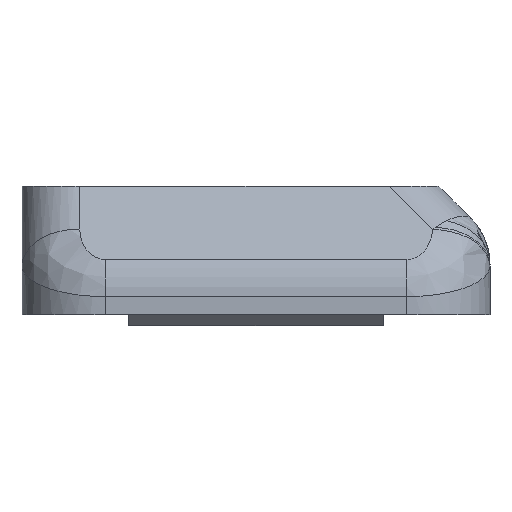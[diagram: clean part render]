
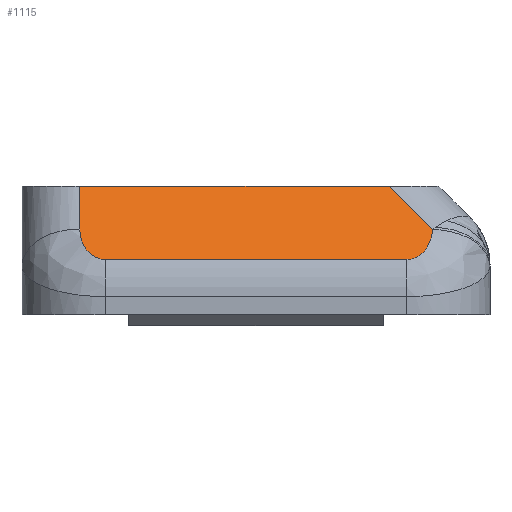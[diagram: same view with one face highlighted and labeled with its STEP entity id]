
A CAD part, left-side view. The second image highlights one B-rep face of the part: STEP entity #1115.
In plain terms, the highlighted planar face has unit normal (-0.766, 0, 0.643).
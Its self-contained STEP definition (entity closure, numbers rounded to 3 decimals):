
#272 = CARTESIAN_POINT ( 'NONE',  ( -45.894, 25.843, 8.602 ) ) ;
#312 = VERTEX_POINT ( 'NONE', #4701 ) ;
#536 = VERTEX_POINT ( 'NONE', #2153 ) ;
#634 = VECTOR ( 'NONE', #1899, 1000. ) ;
#695 = VECTOR ( 'NONE', #801, 1000. ) ;
#723 = EDGE_CURVE ( 'NONE', #536, #3213, #4535, .T. ) ;
#801 = DIRECTION ( 'NONE',  ( 0., -1., 0. ) ) ;
#828 = LINE ( 'NONE', #3446, #695 ) ;
#903 = CARTESIAN_POINT ( 'NONE',  ( -45.894, -25.812, 8.602 ) ) ;
#918 = CARTESIAN_POINT ( 'NONE',  ( -44.273, -27.46, 10.533 ) ) ;
#1013 = CARTESIAN_POINT ( 'NONE',  ( -45.894, 23.5, 8.602 ) ) ;
#1058 = CARTESIAN_POINT ( 'NONE',  ( -45.894, -23.5, 8.602 ) ) ;
#1077 = LINE ( 'NONE', #3027, #3769 ) ;
#1115 = ADVANCED_FACE ( 'NONE', ( #3526 ), #1197, .T. ) ;
#1195 = CARTESIAN_POINT ( 'NONE',  ( -25.906, -8.368, 32.418 ) ) ;
#1197 = PLANE ( 'NONE',  #3696 ) ;
#1377 = CARTESIAN_POINT ( 'NONE',  ( -44.237, 27.5, 10.576 ) ) ;
#1508 = VERTEX_POINT ( 'NONE', #1725 ) ;
#1512 = ORIENTED_EDGE ( 'NONE', *, *, #2370, .T. ) ;
#1539 = CARTESIAN_POINT ( 'NONE',  ( -45.894, 23.5, 8.602 ) ) ;
#1637 = ORIENTED_EDGE ( 'NONE', *, *, #2866, .T. ) ;
#1725 = CARTESIAN_POINT ( 'NONE',  ( -41.894, 27.5, 13.368 ) ) ;
#1899 = DIRECTION ( 'NONE',  ( 0., -1., 0. ) ) ;
#1988 = CARTESIAN_POINT ( 'NONE',  ( -41.962, -27.499, 13.287 ) ) ;
#2153 = CARTESIAN_POINT ( 'NONE',  ( -41.962, -27.499, 13.287 ) ) ;
#2360 = VERTEX_POINT ( 'NONE', #4189 ) ;
#2370 = EDGE_CURVE ( 'NONE', #312, #536, #3679, .T. ) ;
#2377 = CARTESIAN_POINT ( 'NONE',  ( -48., 36.5, 6.093 ) ) ;
#2400 = DIRECTION ( 'NONE',  ( 0.643, 0., 0.766 ) ) ;
#2436 = ORIENTED_EDGE ( 'NONE', *, *, #4785, .T. ) ;
#2684 = DIRECTION ( 'NONE',  ( -0.766, 0., 0.643 ) ) ;
#2716 = ORIENTED_EDGE ( 'NONE', *, *, #723, .T. ) ;
#2793 = EDGE_CURVE ( 'NONE', #1508, #3876, #4491, .T. ) ;
#2866 = EDGE_CURVE ( 'NONE', #2360, #1508, #1077, .T. ) ;
#2938 = LINE ( 'NONE', #1058, #634 ) ;
#3027 = CARTESIAN_POINT ( 'NONE',  ( -35.779, 27.5, 20.654 ) ) ;
#3213 = VERTEX_POINT ( 'NONE', #4370 ) ;
#3334 = VECTOR ( 'NONE', #3447, 1000. ) ;
#3346 = EDGE_CURVE ( 'NONE', #2360, #3213, #828, .T. ) ;
#3372 = DIRECTION ( 'NONE',  ( -0.643, 0., -0.766 ) ) ;
#3446 = CARTESIAN_POINT ( 'NONE',  ( -36.328, 36.5, 20. ) ) ;
#3447 = DIRECTION ( 'NONE',  ( 0.51, 0.608, 0.608 ) ) ;
#3526 = FACE_OUTER_BOUND ( 'NONE', #3890, .T. ) ;
#3679 =( BOUNDED_CURVE ( )  B_SPLINE_CURVE ( 3, ( #4246, #903, #918, #1988 ),
 .UNSPECIFIED., .F., .T. ) 
 B_SPLINE_CURVE_WITH_KNOTS ( ( 4, 4 ),
 ( 0., 1.554 ),
 .UNSPECIFIED. ) 
 CURVE ( )  GEOMETRIC_REPRESENTATION_ITEM ( )  RATIONAL_B_SPLINE_CURVE ( ( 1., 0.809, 0.809, 1. ) ) 
 REPRESENTATION_ITEM ( '' )  );
#3696 = AXIS2_PLACEMENT_3D ( 'NONE', #2377, #2684, #2400 ) ;
#3718 = ORIENTED_EDGE ( 'NONE', *, *, #2793, .T. ) ;
#3769 = VECTOR ( 'NONE', #3372, 1000. ) ;
#3876 = VERTEX_POINT ( 'NONE', #1539 ) ;
#3890 = EDGE_LOOP ( 'NONE', ( #1512, #2716, #4210, #1637, #3718, #2436 ) ) ;
#4189 = CARTESIAN_POINT ( 'NONE',  ( -36.328, 27.5, 20. ) ) ;
#4210 = ORIENTED_EDGE ( 'NONE', *, *, #3346, .F. ) ;
#4246 = CARTESIAN_POINT ( 'NONE',  ( -45.894, -23.5, 8.602 ) ) ;
#4370 = CARTESIAN_POINT ( 'NONE',  ( -36.328, -20.786, 20. ) ) ;
#4377 = CARTESIAN_POINT ( 'NONE',  ( -41.894, 27.5, 13.368 ) ) ;
#4491 =( BOUNDED_CURVE ( )  B_SPLINE_CURVE ( 3, ( #4377, #1377, #272, #1013 ),
 .UNSPECIFIED., .F., .T. ) 
 B_SPLINE_CURVE_WITH_KNOTS ( ( 4, 4 ),
 ( 4.712, 6.283 ),
 .UNSPECIFIED. ) 
 CURVE ( )  GEOMETRIC_REPRESENTATION_ITEM ( )  RATIONAL_B_SPLINE_CURVE ( ( 1., 0.805, 0.805, 1. ) ) 
 REPRESENTATION_ITEM ( '' )  );
#4535 = LINE ( 'NONE', #1195, #3334 ) ;
#4701 = CARTESIAN_POINT ( 'NONE',  ( -45.894, -23.5, 8.602 ) ) ;
#4785 = EDGE_CURVE ( 'NONE', #3876, #312, #2938, .T. ) ;
